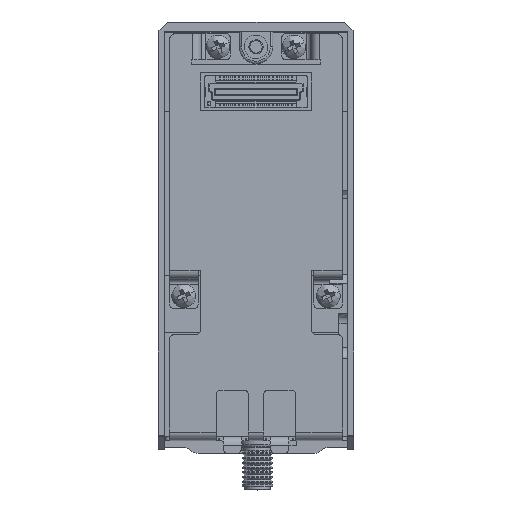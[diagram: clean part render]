
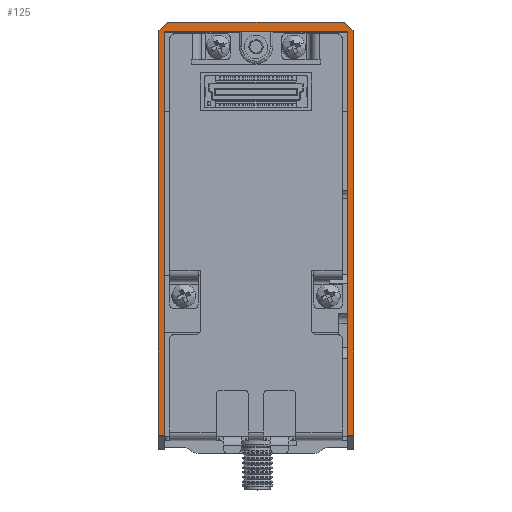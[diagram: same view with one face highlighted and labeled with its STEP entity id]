
A CAD part, top view. The second image highlights one B-rep face of the part: STEP entity #125.
In plain terms, the highlighted planar face has unit normal (0, 0, 1).
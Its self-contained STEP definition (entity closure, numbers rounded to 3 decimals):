
#2=CARTESIAN_POINT('',(-24.72,-77.,8.6));
#3=DIRECTION('',(0.0,0.0,1.0));
#4=DIRECTION('',(1.0,0.0,0.0));
#5=AXIS2_PLACEMENT_3D('',#2,#3,#4);
#6=PLANE('',#5);
#7=CARTESIAN_POINT('',(20.6,-54.113,8.6));
#8=VERTEX_POINT('',#7);
#9=CARTESIAN_POINT('',(20.6,30.793,8.6));
#10=VERTEX_POINT('',#9);
#11=CARTESIAN_POINT('',(20.6,-54.113,8.6));
#12=DIRECTION('',(0.0,1.0,0.0));
#13=VECTOR('',#12,84.906);
#14=LINE('',#11,#13);
#15=EDGE_CURVE('',#8,#10,#14,.T.);
#16=ORIENTED_EDGE('',*,*,#15,.T.);
#17=CARTESIAN_POINT('',(20.454,31.146,8.6));
#18=VERTEX_POINT('',#17);
#19=CARTESIAN_POINT('',(20.1,30.793,8.6));
#20=DIRECTION('',(0.0,0.0,-1.0));
#21=DIRECTION('',(-0.924,-0.383,0.0));
#22=AXIS2_PLACEMENT_3D('',#19,#20,#21);
#23=ELLIPSE('',#22,0.5,0.5);
#24=EDGE_CURVE('',#18,#10,#23,.T.);
#25=ORIENTED_EDGE('',*,*,#24,.F.);
#26=CARTESIAN_POINT('',(18.746,32.854,8.6));
#27=VERTEX_POINT('',#26);
#28=CARTESIAN_POINT('',(20.454,31.146,8.6));
#29=DIRECTION('',(-0.707,0.707,0.0));
#30=VECTOR('',#29,2.414);
#31=LINE('',#28,#30);
#32=EDGE_CURVE('',#18,#27,#31,.T.);
#33=ORIENTED_EDGE('',*,*,#32,.T.);
#34=CARTESIAN_POINT('',(18.393,33.,8.6));
#35=VERTEX_POINT('',#34);
#36=CARTESIAN_POINT('',(18.393,32.5,8.6));
#37=DIRECTION('',(0.0,0.0,-1.0));
#38=DIRECTION('',(-0.383,-0.924,0.0));
#39=AXIS2_PLACEMENT_3D('',#36,#37,#38);
#40=ELLIPSE('',#39,0.5,0.5);
#41=EDGE_CURVE('',#35,#27,#40,.T.);
#42=ORIENTED_EDGE('',*,*,#41,.F.);
#43=CARTESIAN_POINT('',(-18.393,33.,8.6));
#44=VERTEX_POINT('',#43);
#45=CARTESIAN_POINT('',(18.393,33.,8.6));
#46=DIRECTION('',(-1.0,0.0,0.0));
#47=VECTOR('',#46,36.786);
#48=LINE('',#45,#47);
#49=EDGE_CURVE('',#35,#44,#48,.T.);
#50=ORIENTED_EDGE('',*,*,#49,.T.);
#51=CARTESIAN_POINT('',(-18.746,32.854,8.6));
#52=VERTEX_POINT('',#51);
#53=CARTESIAN_POINT('',(-18.393,32.5,8.6));
#54=DIRECTION('',(0.0,0.0,-1.0));
#55=DIRECTION('',(0.383,-0.924,0.0));
#56=AXIS2_PLACEMENT_3D('',#53,#54,#55);
#57=ELLIPSE('',#56,0.5,0.5);
#58=EDGE_CURVE('',#52,#44,#57,.T.);
#59=ORIENTED_EDGE('',*,*,#58,.F.);
#60=CARTESIAN_POINT('',(-20.454,31.146,8.6));
#61=VERTEX_POINT('',#60);
#62=CARTESIAN_POINT('',(-18.746,32.854,8.6));
#63=DIRECTION('',(-0.707,-0.707,0.0));
#64=VECTOR('',#63,2.414);
#65=LINE('',#62,#64);
#66=EDGE_CURVE('',#52,#61,#65,.T.);
#67=ORIENTED_EDGE('',*,*,#66,.T.);
#68=CARTESIAN_POINT('',(-20.6,30.793,8.6));
#69=VERTEX_POINT('',#68);
#70=CARTESIAN_POINT('',(-20.1,30.793,8.6));
#71=DIRECTION('',(0.0,0.0,1.0));
#72=DIRECTION('',(0.924,-0.383,0.0));
#73=AXIS2_PLACEMENT_3D('',#70,#71,#72);
#74=ELLIPSE('',#73,0.5,0.5);
#75=EDGE_CURVE('',#61,#69,#74,.T.);
#76=ORIENTED_EDGE('',*,*,#75,.T.);
#77=CARTESIAN_POINT('',(-20.6,-54.113,8.6));
#78=VERTEX_POINT('',#77);
#79=CARTESIAN_POINT('',(-20.6,30.793,8.6));
#80=DIRECTION('',(0.0,-1.0,0.0));
#81=VECTOR('',#80,84.906);
#82=LINE('',#79,#81);
#83=EDGE_CURVE('',#69,#78,#82,.T.);
#84=ORIENTED_EDGE('',*,*,#83,.T.);
#85=CARTESIAN_POINT('',(-19.3,-54.113,8.6));
#86=VERTEX_POINT('',#85);
#87=CARTESIAN_POINT('',(-19.3,-54.113,8.6));
#88=DIRECTION('',(-1.,0.,0.0));
#89=VECTOR('',#88,1.3);
#90=LINE('',#87,#89);
#91=EDGE_CURVE('',#86,#78,#90,.T.);
#92=ORIENTED_EDGE('',*,*,#91,.F.);
#93=CARTESIAN_POINT('',(-19.3,31.,8.6));
#94=VERTEX_POINT('',#93);
#95=CARTESIAN_POINT('',(-19.3,-54.113,8.6));
#96=DIRECTION('',(0.,1.,0.0));
#97=VECTOR('',#96,85.113);
#98=LINE('',#95,#97);
#99=EDGE_CURVE('',#86,#94,#98,.T.);
#100=ORIENTED_EDGE('',*,*,#99,.T.);
#101=CARTESIAN_POINT('',(19.3,31.,8.6));
#102=VERTEX_POINT('',#101);
#103=CARTESIAN_POINT('',(-19.3,31.,8.6));
#104=DIRECTION('',(1.,0.,0.0));
#105=VECTOR('',#104,38.6);
#106=LINE('',#103,#105);
#107=EDGE_CURVE('',#94,#102,#106,.T.);
#108=ORIENTED_EDGE('',*,*,#107,.T.);
#109=CARTESIAN_POINT('',(19.3,-54.113,8.6));
#110=VERTEX_POINT('',#109);
#111=CARTESIAN_POINT('',(19.3,-54.113,8.6));
#112=DIRECTION('',(0.,1.,0.0));
#113=VECTOR('',#112,85.113);
#114=LINE('',#111,#113);
#115=EDGE_CURVE('',#110,#102,#114,.T.);
#116=ORIENTED_EDGE('',*,*,#115,.F.);
#117=CARTESIAN_POINT('',(20.6,-54.113,8.6));
#118=DIRECTION('',(-1.,0.,0.0));
#119=VECTOR('',#118,1.3);
#120=LINE('',#117,#119);
#121=EDGE_CURVE('',#8,#110,#120,.T.);
#122=ORIENTED_EDGE('',*,*,#121,.F.);
#123=EDGE_LOOP('',(#16,#25,#33,#42,#50,#59,#67,#76,#84,#92,#100,#108,#116,#122));
#124=FACE_OUTER_BOUND('',#123,.T.);
#125=ADVANCED_FACE('',(#124),#6,.T.);
